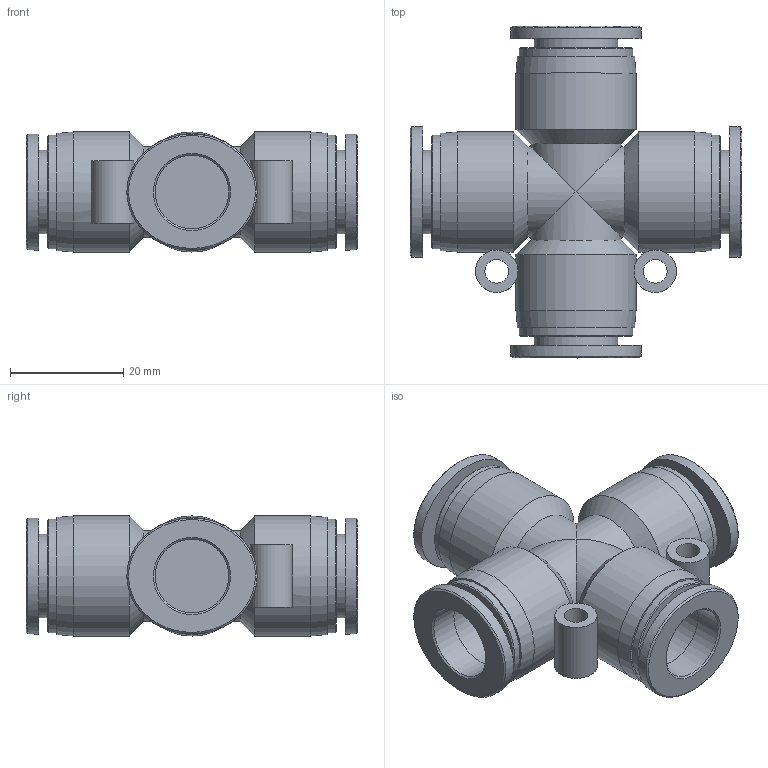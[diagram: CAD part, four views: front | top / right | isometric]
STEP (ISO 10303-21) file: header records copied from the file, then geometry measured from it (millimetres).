
FILE_DESCRIPTION((''),'2;1');
FILE_NAME('PZA 1_2.stp','2016-10-17T16:34:31',('Administrator'),(''),'Autodesk Inventor 2013','Autodesk Inventor 2013','');
FILE_SCHEMA(('CONFIG_CONTROL_DESIGN'));
Length unit declared in the file: millimetre
Products named in the file (3): PZA 1_2; NZA N1_2 BODY; SLEEVE N1_2L
Assembly tree (5 placements, depth 2):
  PZA 1_2
    NZA N1_2 BODY
    SLEEVE N1_2L  x4
Bounding box: 58.6 x 58.6 x 21.2 mm (x, y, z)
Volume: 19763.6 mm3; surface area: 15020.2 mm2
Topology: 5 solids, 5 shells, 80 faces, 141 edges, 86 vertices
Faces by surface type: cylinder 28, plane 28, cone 16, bspline 8
Full cylindrical faces by diameter (mm): 4.2 x2, 7.5 x2, 13 x8, 14.8 x4, 16 x4, 20 x4, 21.2 x4
Entity records: 1362 total; most frequent: CARTESIAN_POINT 436, DIRECTION 197, ORIENTED_EDGE 104, AXIS2_PLACEMENT_3D 98, EDGE_LOOP 97, EDGE_CURVE 52, FACE_BOUND 50, VERTEX_POINT 49
